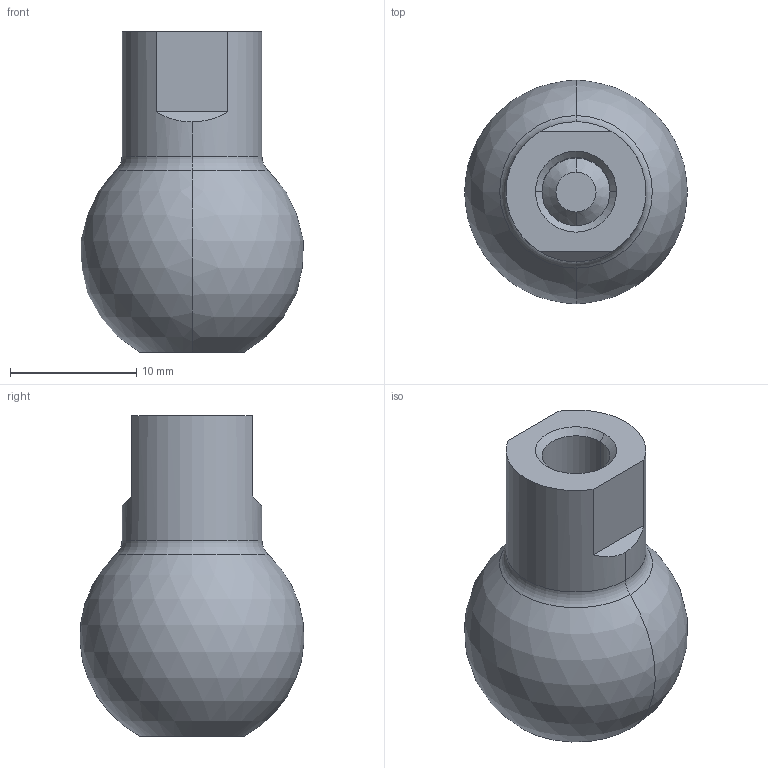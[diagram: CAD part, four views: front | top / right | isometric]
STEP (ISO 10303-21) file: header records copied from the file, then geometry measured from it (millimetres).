
FILE_DESCRIPTION((''),'2;1');
FILE_NAME('ILC66101502','2021-04-28T',('rkuestersteffen'),(''),'PRO/ENGINEER BY PARAMETRIC TECHNOLOGY CORPORATION, 2017170','PRO/ENGINEER BY PARAMETRIC TECHNOLOGY CORPORATION, 2017170','');
FILE_SCHEMA(('AUTOMOTIVE_DESIGN { 1 0 10303 214 1 1 1 1 }'));
Length unit declared in the file: inch
Products named in the file (1): ILC66101502
Bounding box: 17.68 x 17.76 x 25.4 mm (x, y, z)
Volume: 3324.6 mm3; surface area: 1720.2 mm2
Topology: 1 solids, 1 shells, 31 faces, 72 edges, 46 vertices
Faces by surface type: plane 15, cone 8, cylinder 4, sphere 2, torus 2
Entity records: 1179 total; most frequent: CARTESIAN_POINT 163, DIRECTION 160, ORIENTED_EDGE 144, PRESENTATION_STYLE_ASSIGNMENT 73, STYLED_ITEM 73, CURVE_STYLE 72, EDGE_CURVE 72, AXIS2_PLACEMENT_3D 61
